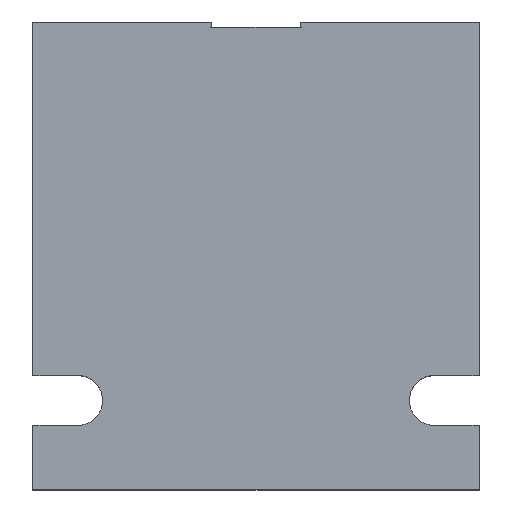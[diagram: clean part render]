
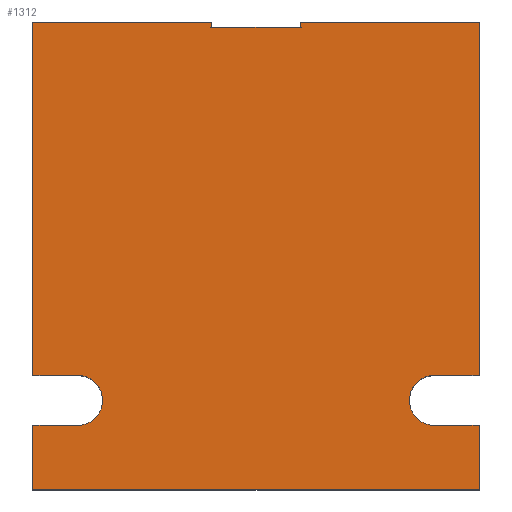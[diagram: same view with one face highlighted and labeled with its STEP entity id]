
A CAD part, top view. The second image highlights one B-rep face of the part: STEP entity #1312.
In plain terms, the highlighted planar face has unit normal (0, 0, 1).
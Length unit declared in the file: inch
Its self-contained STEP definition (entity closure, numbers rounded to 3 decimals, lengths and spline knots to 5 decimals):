
#757=CARTESIAN_POINT('',(0.2469,2.59,0.625));
#758=VERTEX_POINT('',#757);
#759=CARTESIAN_POINT('',(-0.2469,2.59,0.625));
#760=VERTEX_POINT('',#759);
#761=CARTESIAN_POINT('',(0.2469,2.59,0.625));
#762=DIRECTION('',(-1.0,0.0,0.0));
#763=VECTOR('',#762,0.4938);
#764=LINE('',#761,#763);
#765=EDGE_CURVE('',#758,#760,#764,.T.);
#1139=CARTESIAN_POINT('',(-0.2469,2.62,0.625));
#1140=VERTEX_POINT('',#1139);
#1141=CARTESIAN_POINT('',(-0.2469,2.59,0.625));
#1142=DIRECTION('',(0.0,1.0,0.0));
#1143=VECTOR('',#1142,0.03);
#1144=LINE('',#1141,#1143);
#1145=EDGE_CURVE('',#760,#1140,#1144,.T.);
#1171=CARTESIAN_POINT('',(0.2469,2.62,0.625));
#1172=VERTEX_POINT('',#1171);
#1173=CARTESIAN_POINT('',(0.2469,2.62,0.625));
#1174=DIRECTION('',(0.0,-1.0,0.0));
#1175=VECTOR('',#1174,0.03);
#1176=LINE('',#1173,#1175);
#1177=EDGE_CURVE('',#1172,#758,#1176,.T.);
#1198=CARTESIAN_POINT('',(0.,1.31,0.625));
#1199=DIRECTION('',(0.0,0.0,1.0));
#1200=DIRECTION('',(1.0,0.0,0.0));
#1201=AXIS2_PLACEMENT_3D('',#1198,#1199,#1200);
#1202=PLANE('',#1201);
#1203=ORIENTED_EDGE('',*,*,#1177,.T.);
#1204=ORIENTED_EDGE('',*,*,#765,.T.);
#1205=ORIENTED_EDGE('',*,*,#1145,.T.);
#1206=CARTESIAN_POINT('',(-1.25,2.62,0.625));
#1207=VERTEX_POINT('',#1206);
#1208=CARTESIAN_POINT('',(-1.25,2.62,0.625));
#1209=DIRECTION('',(1.0,0.0,0.0));
#1210=VECTOR('',#1209,1.0031);
#1211=LINE('',#1208,#1210);
#1212=EDGE_CURVE('',#1207,#1140,#1211,.T.);
#1213=ORIENTED_EDGE('',*,*,#1212,.F.);
#1214=CARTESIAN_POINT('',(-1.25,0.6405,0.625));
#1215=VERTEX_POINT('',#1214);
#1216=CARTESIAN_POINT('',(-1.25,0.6405,0.625));
#1217=DIRECTION('',(0.0,1.0,0.0));
#1218=VECTOR('',#1217,1.9795);
#1219=LINE('',#1216,#1218);
#1220=EDGE_CURVE('',#1215,#1207,#1219,.T.);
#1221=ORIENTED_EDGE('',*,*,#1220,.F.);
#1222=CARTESIAN_POINT('',(-1.0,0.6405,0.625));
#1223=VERTEX_POINT('',#1222);
#1224=CARTESIAN_POINT('',(-1.25,0.6405,0.625));
#1225=DIRECTION('',(1.0,0.0,0.0));
#1226=VECTOR('',#1225,0.25);
#1227=LINE('',#1224,#1226);
#1228=EDGE_CURVE('',#1215,#1223,#1227,.T.);
#1229=ORIENTED_EDGE('',*,*,#1228,.T.);
#1230=CARTESIAN_POINT('',(-1.0,0.3595,0.625));
#1231=VERTEX_POINT('',#1230);
#1232=CARTESIAN_POINT('',(-1.0,0.5,0.625));
#1233=DIRECTION('',(0.0,0.0,-1.0));
#1234=DIRECTION('',(0.0,1.0,0.0));
#1235=AXIS2_PLACEMENT_3D('',#1232,#1233,#1234);
#1236=CIRCLE('',#1235,0.1405);
#1237=EDGE_CURVE('',#1223,#1231,#1236,.T.);
#1238=ORIENTED_EDGE('',*,*,#1237,.T.);
#1239=CARTESIAN_POINT('',(-1.25,0.3595,0.625));
#1240=VERTEX_POINT('',#1239);
#1241=CARTESIAN_POINT('',(-1.0,0.3595,0.625));
#1242=DIRECTION('',(-1.0,0.0,0.0));
#1243=VECTOR('',#1242,0.25);
#1244=LINE('',#1241,#1243);
#1245=EDGE_CURVE('',#1231,#1240,#1244,.T.);
#1246=ORIENTED_EDGE('',*,*,#1245,.T.);
#1247=CARTESIAN_POINT('',(-1.25,0.0,0.625));
#1248=VERTEX_POINT('',#1247);
#1249=CARTESIAN_POINT('',(-1.25,0.0,0.625));
#1250=DIRECTION('',(0.0,1.0,0.0));
#1251=VECTOR('',#1250,0.3595);
#1252=LINE('',#1249,#1251);
#1253=EDGE_CURVE('',#1248,#1240,#1252,.T.);
#1254=ORIENTED_EDGE('',*,*,#1253,.F.);
#1255=CARTESIAN_POINT('',(1.25,0.0,0.625));
#1256=VERTEX_POINT('',#1255);
#1257=CARTESIAN_POINT('',(1.25,0.0,0.625));
#1258=DIRECTION('',(-1.0,0.0,0.0));
#1259=VECTOR('',#1258,2.5);
#1260=LINE('',#1257,#1259);
#1261=EDGE_CURVE('',#1256,#1248,#1260,.T.);
#1262=ORIENTED_EDGE('',*,*,#1261,.F.);
#1263=CARTESIAN_POINT('',(1.25,0.3595,0.625));
#1264=VERTEX_POINT('',#1263);
#1265=CARTESIAN_POINT('',(1.25,0.3595,0.625));
#1266=DIRECTION('',(0.0,-1.0,0.0));
#1267=VECTOR('',#1266,0.3595);
#1268=LINE('',#1265,#1267);
#1269=EDGE_CURVE('',#1264,#1256,#1268,.T.);
#1270=ORIENTED_EDGE('',*,*,#1269,.F.);
#1271=CARTESIAN_POINT('',(1.0,0.3595,0.625));
#1272=VERTEX_POINT('',#1271);
#1273=CARTESIAN_POINT('',(1.25,0.3595,0.625));
#1274=DIRECTION('',(-1.0,0.0,0.0));
#1275=VECTOR('',#1274,0.25);
#1276=LINE('',#1273,#1275);
#1277=EDGE_CURVE('',#1264,#1272,#1276,.T.);
#1278=ORIENTED_EDGE('',*,*,#1277,.T.);
#1279=CARTESIAN_POINT('',(1.0,0.6405,0.625));
#1280=VERTEX_POINT('',#1279);
#1281=CARTESIAN_POINT('',(1.0,0.5,0.625));
#1282=DIRECTION('',(0.0,0.0,-1.0));
#1283=DIRECTION('',(0.0,1.0,0.0));
#1284=AXIS2_PLACEMENT_3D('',#1281,#1282,#1283);
#1285=CIRCLE('',#1284,0.1405);
#1286=EDGE_CURVE('',#1272,#1280,#1285,.T.);
#1287=ORIENTED_EDGE('',*,*,#1286,.T.);
#1288=CARTESIAN_POINT('',(1.25,0.6405,0.625));
#1289=VERTEX_POINT('',#1288);
#1290=CARTESIAN_POINT('',(1.0,0.6405,0.625));
#1291=DIRECTION('',(1.0,0.0,0.0));
#1292=VECTOR('',#1291,0.25);
#1293=LINE('',#1290,#1292);
#1294=EDGE_CURVE('',#1280,#1289,#1293,.T.);
#1295=ORIENTED_EDGE('',*,*,#1294,.T.);
#1296=CARTESIAN_POINT('',(1.25,2.62,0.625));
#1297=VERTEX_POINT('',#1296);
#1298=CARTESIAN_POINT('',(1.25,2.62,0.625));
#1299=DIRECTION('',(0.0,-1.0,0.0));
#1300=VECTOR('',#1299,1.9795);
#1301=LINE('',#1298,#1300);
#1302=EDGE_CURVE('',#1297,#1289,#1301,.T.);
#1303=ORIENTED_EDGE('',*,*,#1302,.F.);
#1304=CARTESIAN_POINT('',(0.2469,2.62,0.625));
#1305=DIRECTION('',(1.0,0.0,0.0));
#1306=VECTOR('',#1305,1.0031);
#1307=LINE('',#1304,#1306);
#1308=EDGE_CURVE('',#1172,#1297,#1307,.T.);
#1309=ORIENTED_EDGE('',*,*,#1308,.F.);
#1310=EDGE_LOOP('',(#1203,#1204,#1205,#1213,#1221,#1229,#1238,#1246,#1254,#1262,#1270,#1278,#1287,#1295,#1303,#1309));
#1311=FACE_OUTER_BOUND('',#1310,.T.);
#1312=ADVANCED_FACE('',(#1311),#1202,.T.);
